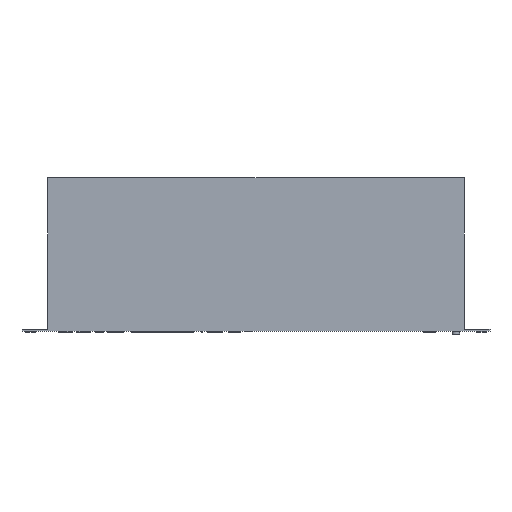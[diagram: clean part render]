
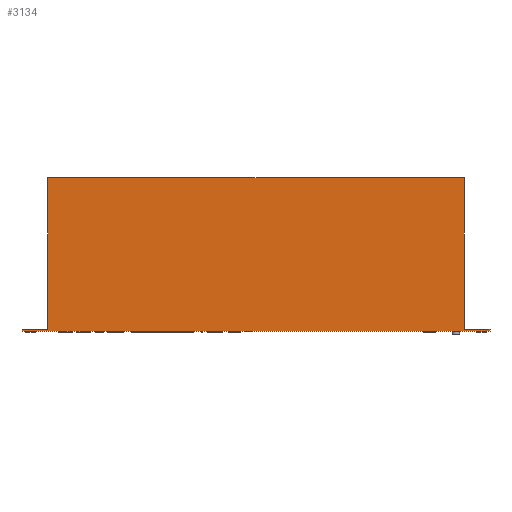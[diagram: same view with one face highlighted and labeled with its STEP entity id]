
A CAD part, front view. The second image highlights one B-rep face of the part: STEP entity #3134.
In plain terms, the highlighted planar face has unit normal (0, -1, 0).
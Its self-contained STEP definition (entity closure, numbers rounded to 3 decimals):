
#123 = DIRECTION ( 'NONE',  ( 0., 0., -1. ) ) ;
#164 = LINE ( 'NONE', #5551, #1561 ) ;
#205 = DIRECTION ( 'NONE',  ( 0., 0., 1. ) ) ;
#306 = LINE ( 'NONE', #3460, #1463 ) ;
#491 = ORIENTED_EDGE ( 'NONE', *, *, #9568, .F. ) ;
#778 = CARTESIAN_POINT ( 'NONE',  ( 0., 0., 1.9 ) ) ;
#819 = LINE ( 'NONE', #8642, #9464 ) ;
#953 = LINE ( 'NONE', #6403, #2781 ) ;
#1043 = DIRECTION ( 'NONE',  ( 0., -1., 0. ) ) ;
#1116 = EDGE_CURVE ( 'NONE', #5534, #3852, #164, .T. ) ;
#1362 = EDGE_LOOP ( 'NONE', ( #2258, #491, #3611, #3698, #8688, #3410, #5571, #8431 ) ) ;
#1380 = CARTESIAN_POINT ( 'NONE',  ( 0., 0., -0.1 ) ) ;
#1463 = VECTOR ( 'NONE', #8225, 1000. ) ;
#1561 = VECTOR ( 'NONE', #4665, 1000. ) ;
#1719 = CARTESIAN_POINT ( 'NONE',  ( 430., 0., 158.2 ) ) ;
#2168 = DIRECTION ( 'NONE',  ( 1., 0., 0. ) ) ;
#2258 = ORIENTED_EDGE ( 'NONE', *, *, #5826, .T. ) ;
#2328 = VECTOR ( 'NONE', #2168, 1000. ) ;
#2487 = CARTESIAN_POINT ( 'NONE',  ( 0., 0., -0.1 ) ) ;
#2593 = PLANE ( 'NONE',  #7216 ) ;
#2753 = VECTOR ( 'NONE', #205, 1000. ) ;
#2781 = VECTOR ( 'NONE', #9560, 1000. ) ;
#2912 = VERTEX_POINT ( 'NONE', #6750 ) ;
#2994 = LINE ( 'NONE', #9280, #2328 ) ;
#3134 = ADVANCED_FACE ( 'NONE', ( #3319 ), #2593, .T. ) ;
#3306 = CARTESIAN_POINT ( 'NONE',  ( -26.3, 0., -0.1 ) ) ;
#3319 = FACE_OUTER_BOUND ( 'NONE', #1362, .T. ) ;
#3410 = ORIENTED_EDGE ( 'NONE', *, *, #4762, .F. ) ;
#3460 = CARTESIAN_POINT ( 'NONE',  ( 0., 0., -0.1 ) ) ;
#3611 = ORIENTED_EDGE ( 'NONE', *, *, #1116, .F. ) ;
#3643 = VERTEX_POINT ( 'NONE', #9209 ) ;
#3698 = ORIENTED_EDGE ( 'NONE', *, *, #4715, .T. ) ;
#3725 = CARTESIAN_POINT ( 'NONE',  ( -26.3, 0., 1.9 ) ) ;
#3852 = VERTEX_POINT ( 'NONE', #8966 ) ;
#3944 = DIRECTION ( 'NONE',  ( -1., 0., 0. ) ) ;
#4139 = LINE ( 'NONE', #7288, #2753 ) ;
#4323 = CARTESIAN_POINT ( 'NONE',  ( 0., 0., 158.2 ) ) ;
#4654 = VECTOR ( 'NONE', #3944, 1000. ) ;
#4665 = DIRECTION ( 'NONE',  ( 1., 0., 0. ) ) ;
#4715 = EDGE_CURVE ( 'NONE', #5534, #7454, #4139, .T. ) ;
#4762 = EDGE_CURVE ( 'NONE', #3643, #8662, #9271, .T. ) ;
#5387 = EDGE_CURVE ( 'NONE', #5860, #9541, #953, .T. ) ;
#5534 = VERTEX_POINT ( 'NONE', #8195 ) ;
#5551 = CARTESIAN_POINT ( 'NONE',  ( 430., 0., 1.9 ) ) ;
#5571 = ORIENTED_EDGE ( 'NONE', *, *, #9941, .T. ) ;
#5655 = LINE ( 'NONE', #778, #4654 ) ;
#5826 = EDGE_CURVE ( 'NONE', #9541, #2912, #306, .T. ) ;
#5860 = VERTEX_POINT ( 'NONE', #3725 ) ;
#6403 = CARTESIAN_POINT ( 'NONE',  ( -26.3, 0., 1.9 ) ) ;
#6750 = CARTESIAN_POINT ( 'NONE',  ( 456.3, 0., -0.1 ) ) ;
#7216 = AXIS2_PLACEMENT_3D ( 'NONE', #2487, #1043, #123 ) ;
#7233 = DIRECTION ( 'NONE',  ( 0., 0., -1. ) ) ;
#7288 = CARTESIAN_POINT ( 'NONE',  ( 430., 0., -0.1 ) ) ;
#7454 = VERTEX_POINT ( 'NONE', #1719 ) ;
#7711 = DIRECTION ( 'NONE',  ( 0., 0., 1. ) ) ;
#8195 = CARTESIAN_POINT ( 'NONE',  ( 430., 0., 1.9 ) ) ;
#8225 = DIRECTION ( 'NONE',  ( 1., 0., 0. ) ) ;
#8377 = VECTOR ( 'NONE', #7711, 1000. ) ;
#8431 = ORIENTED_EDGE ( 'NONE', *, *, #5387, .T. ) ;
#8642 = CARTESIAN_POINT ( 'NONE',  ( 456.3, 0., 1.9 ) ) ;
#8662 = VERTEX_POINT ( 'NONE', #4323 ) ;
#8688 = ORIENTED_EDGE ( 'NONE', *, *, #9523, .F. ) ;
#8966 = CARTESIAN_POINT ( 'NONE',  ( 456.3, 0., 1.9 ) ) ;
#9209 = CARTESIAN_POINT ( 'NONE',  ( 0., 0., 1.9 ) ) ;
#9271 = LINE ( 'NONE', #1380, #8377 ) ;
#9280 = CARTESIAN_POINT ( 'NONE',  ( 0., 0., 158.2 ) ) ;
#9464 = VECTOR ( 'NONE', #7233, 1000. ) ;
#9523 = EDGE_CURVE ( 'NONE', #8662, #7454, #2994, .T. ) ;
#9541 = VERTEX_POINT ( 'NONE', #3306 ) ;
#9560 = DIRECTION ( 'NONE',  ( 0., 0., -1. ) ) ;
#9568 = EDGE_CURVE ( 'NONE', #3852, #2912, #819, .T. ) ;
#9941 = EDGE_CURVE ( 'NONE', #3643, #5860, #5655, .T. ) ;
